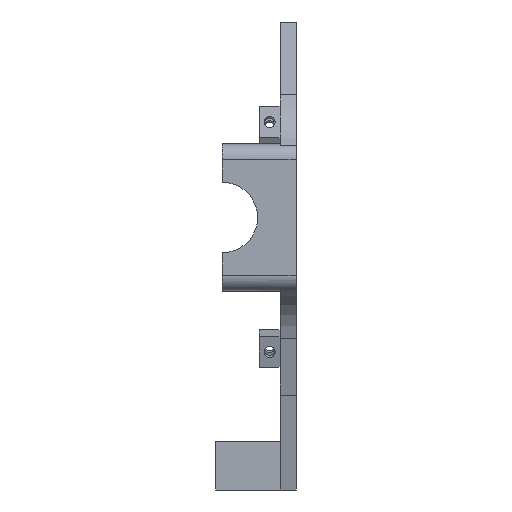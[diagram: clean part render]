
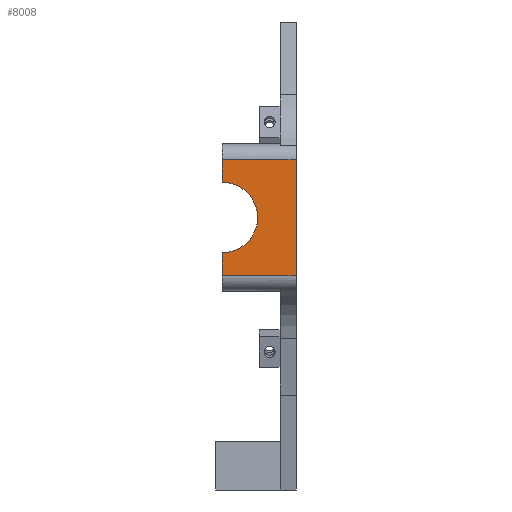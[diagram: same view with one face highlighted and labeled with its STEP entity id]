
A CAD part, left-side view. The second image highlights one B-rep face of the part: STEP entity #8008.
In plain terms, the highlighted planar face has unit normal (-1, 0, 0).
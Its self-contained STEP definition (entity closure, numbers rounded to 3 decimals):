
#477=PLANE('',#8510);
#857=FACE_OUTER_BOUND('',#1372,.T.);
#1372=EDGE_LOOP('',(#7490,#7491,#7492,#7493,#7494,#7495));
#2201=LINE('',#12184,#3221);
#2202=LINE('',#12189,#3222);
#2211=LINE('',#12213,#3231);
#2220=LINE('',#12232,#3240);
#2256=LINE('',#12337,#3276);
#3221=VECTOR('',#9938,10.);
#3222=VECTOR('',#9945,10.);
#3231=VECTOR('',#9962,10.);
#3240=VECTOR('',#9981,10.);
#3276=VECTOR('',#10073,10.);
#3510=CIRCLE('',#8439,11.);
#4094=VERTEX_POINT('',#12181);
#4095=VERTEX_POINT('',#12183);
#4096=VERTEX_POINT('',#12188);
#4106=VERTEX_POINT('',#12210);
#4107=VERTEX_POINT('',#12212);
#4153=VERTEX_POINT('',#12335);
#5096=EDGE_CURVE('',#4094,#4095,#2201,.T.);
#5099=EDGE_CURVE('',#4096,#4095,#2202,.T.);
#5111=EDGE_CURVE('',#4106,#4107,#2211,.T.);
#5123=EDGE_CURVE('',#4094,#4107,#2220,.T.);
#5176=EDGE_CURVE('',#4106,#4153,#2256,.T.);
#5250=EDGE_CURVE('',#4153,#4096,#3510,.T.);
#7490=ORIENTED_EDGE('',*,*,#5096,.F.);
#7491=ORIENTED_EDGE('',*,*,#5123,.T.);
#7492=ORIENTED_EDGE('',*,*,#5111,.F.);
#7493=ORIENTED_EDGE('',*,*,#5176,.T.);
#7494=ORIENTED_EDGE('',*,*,#5250,.T.);
#7495=ORIENTED_EDGE('',*,*,#5099,.T.);
#8008=ADVANCED_FACE('',(#857),#477,.T.);
#8439=AXIS2_PLACEMENT_3D('',#12477,#10210,#10211);
#8510=AXIS2_PLACEMENT_3D('',#12700,#10440,#10441);
#9938=DIRECTION('',(0.,1.,0.));
#9945=DIRECTION('',(0.,0.,-1.));
#9962=DIRECTION('',(0.,-1.,0.));
#9981=DIRECTION('',(0.,0.,1.));
#10073=DIRECTION('',(0.,0.,-1.));
#10210=DIRECTION('center_axis',(1.,0.,0.));
#10211=DIRECTION('ref_axis',(0.,0.,
1.));
#10440=DIRECTION('center_axis',(-1.,0.,0.));
#10441=DIRECTION('ref_axis',(0.,0.,
1.));
#12181=CARTESIAN_POINT('',(-85.461,-16.818,-77.371));
#12183=CARTESIAN_POINT('',(-85.461,6.182,-77.371));
#12184=CARTESIAN_POINT('',(-85.461,1.182,-77.371));
#12188=CARTESIAN_POINT('',(-85.461,6.182,-70.371));
#12189=CARTESIAN_POINT('',(-85.461,6.182,-42.371));
#12210=CARTESIAN_POINT('',(-85.461,6.182,-41.371));
#12212=CARTESIAN_POINT('',(-85.461,-16.818,-41.371));
#12213=CARTESIAN_POINT('',(-85.461,1.182,-41.371));
#12232=CARTESIAN_POINT('',(-85.461,-16.818,-79.371));
#12335=CARTESIAN_POINT('',(-85.461,6.182,-48.371));
#12337=CARTESIAN_POINT('',(-85.461,6.182,-42.371));
#12477=CARTESIAN_POINT('Origin',(-85.461,6.182,-59.371));
#12700=CARTESIAN_POINT('Origin',(-85.461,6.182,-59.371));
